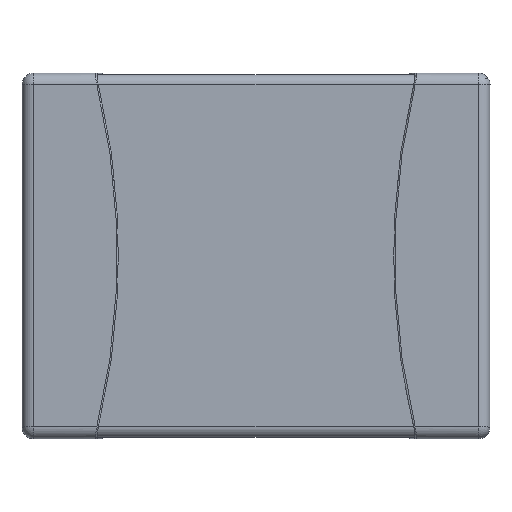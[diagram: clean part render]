
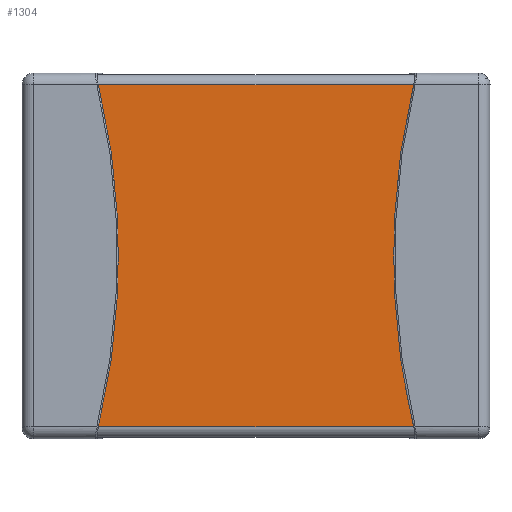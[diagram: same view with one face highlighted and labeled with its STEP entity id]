
A CAD part, top view. The second image highlights one B-rep face of the part: STEP entity #1304.
In plain terms, the highlighted planar face has unit normal (0, 0, 1).
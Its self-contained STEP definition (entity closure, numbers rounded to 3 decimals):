
#167=LINE('',#3419,#241);
#180=LINE('',#3459,#254);
#181=LINE('',#3462,#255);
#182=LINE('',#3463,#256);
#241=VECTOR('',#1761,1.);
#254=VECTOR('',#1800,1.);
#255=VECTOR('',#1805,1.);
#256=VECTOR('',#1806,1.);
#280=PLANE('',#1471);
#362=FACE_OUTER_BOUND('',#446,.T.);
#446=EDGE_LOOP('',(#1175,#1176,#1177,#1178));
#621=VERTEX_POINT('',#3417);
#622=VERTEX_POINT('',#3418);
#635=VERTEX_POINT('',#3456);
#636=VERTEX_POINT('',#3458);
#799=EDGE_CURVE('',#621,#622,#167,.T.);
#819=EDGE_CURVE('',#635,#636,#180,.T.);
#821=EDGE_CURVE('',#622,#636,#181,.T.);
#822=EDGE_CURVE('',#621,#635,#182,.T.);
#1175=ORIENTED_EDGE('',*,*,#799,.T.);
#1176=ORIENTED_EDGE('',*,*,#821,.T.);
#1177=ORIENTED_EDGE('',*,*,#819,.F.);
#1178=ORIENTED_EDGE('',*,*,#822,.F.);
#1304=ADVANCED_FACE('',(#362),#280,.T.);
#1471=AXIS2_PLACEMENT_3D('',#3461,#1803,#1804);
#1761=DIRECTION('',(1.,0.,0.));
#1800=DIRECTION('',(1.,0.,0.));
#1803=DIRECTION('center_axis',(0.,0.,1.));
#1804=DIRECTION('ref_axis',(0.,1.,0.));
#1805=DIRECTION('',(0.,1.,0.));
#1806=DIRECTION('',(0.,1.,0.));
#3417=CARTESIAN_POINT('',(-1.5,-1.17,0.95));
#3418=CARTESIAN_POINT('',(1.5,-1.17,0.95));
#3419=CARTESIAN_POINT('',(-1.5,-1.17,0.95));
#3456=CARTESIAN_POINT('',(-1.5,1.17,0.95));
#3458=CARTESIAN_POINT('',(1.5,1.17,0.95));
#3459=CARTESIAN_POINT('',(-1.5,1.17,0.95));
#3461=CARTESIAN_POINT('Origin',(-1.5,-1.17,0.95));
#3462=CARTESIAN_POINT('',(1.5,-1.17,0.95));
#3463=CARTESIAN_POINT('',(-1.5,-1.17,0.95));
